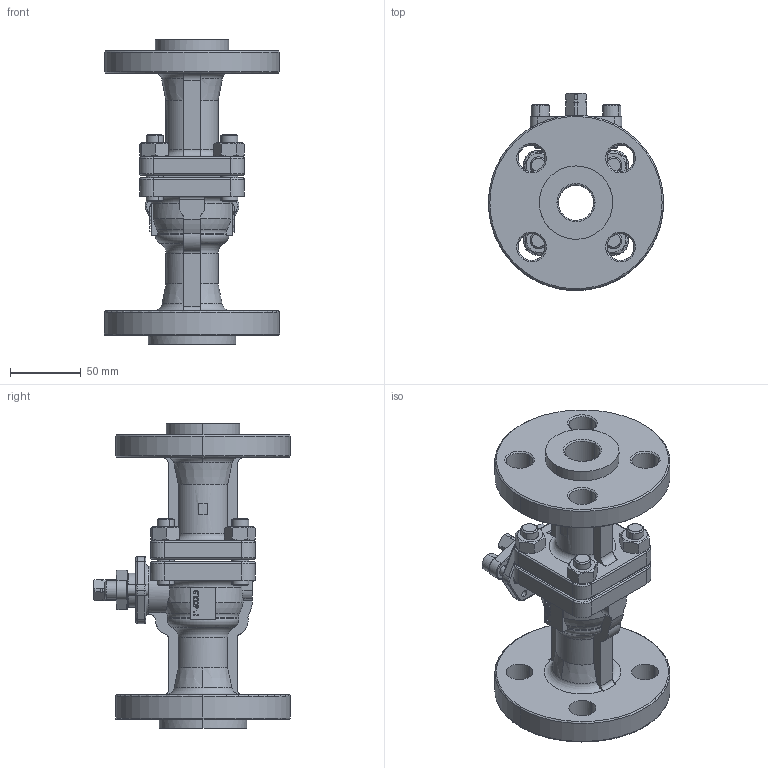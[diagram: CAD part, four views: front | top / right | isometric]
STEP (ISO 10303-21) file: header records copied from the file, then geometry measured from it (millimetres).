
FILE_DESCRIPTION (( 'STEP AP214' ), '1' );
FILE_NAME ('FM-F6-0100-XXX.step', '2019-10-30T12:42:16', ( '' ), ( '' ), 'SwSTEP 2.0', 'SolidWorks 2019', '' );
FILE_SCHEMA (( 'AUTOMOTIVE_DESIGN' ));
Length unit declared in the file: inch
Products named in the file (1): FM-F6-0100-XXX
Bounding box: 124 x 139.44 x 216 mm (x, y, z)
Surface area: 139370.1 mm2 (no closed solid volume)
Topology: 0 solids, 34 shells, 560 faces, 1539 edges, 1000 vertices
Faces by surface type: plane 186, cylinder 167, cone 94, torus 74, bspline 35, sphere 4
Entity records: 37614 total; most frequent: CARTESIAN_POINT 19273, ORIENTED_EDGE 2753, EDGE_CURVE 1535, B_SPLINE_CURVE_WITH_KNOTS 1439, DIRECTION 1180, VERTEX_POINT 1000, EDGE_LOOP 626, LENGTH_MEASURE_WITH_UNIT 562
